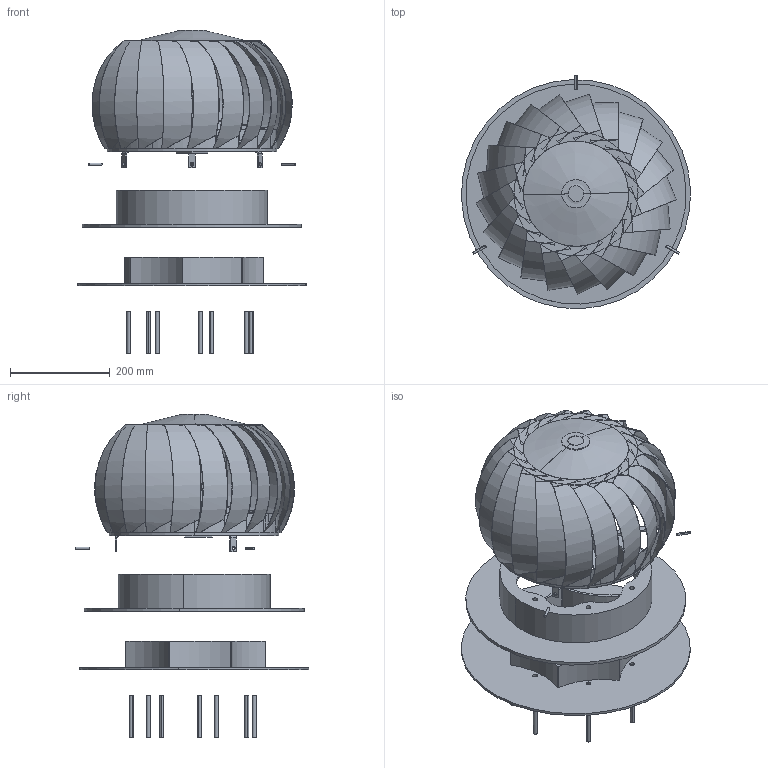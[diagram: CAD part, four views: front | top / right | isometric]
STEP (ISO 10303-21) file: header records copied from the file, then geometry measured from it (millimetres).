
FILE_DESCRIPTION (( 'STEP AP214' ), '1' );
FILE_NAME ('Whirly bird-assembled.STEP', '2025-01-31T17:52:24', ( '' ), ( '' ), 'SwSTEP 2.0', 'SolidWorks 2024', '' );
FILE_SCHEMA (( 'AUTOMOTIVE_DESIGN' ));
Length unit declared in the file: inch
Products named in the file (10): bolt_3%16'''' x 1 1&8''''; lower part; Whirly bird-assembled; bottom frame; bolt_5%16'''' x 3 3%8''''; top circle; center; Whirly brid head; middle part; blade
Assembly tree (37 placements, depth 3):
  Whirly bird-assembled
    Whirly brid head
      bottom frame
      top circle
      blade  x21
      center
    middle part
    lower part
    bolt_5%16'''' x 3 3%8''''  x7
    bolt_3%16'''' x 1 1&8''''  x3
Bounding box: 459.22 x 467.54 x 649.61 mm (x, y, z)
Volume: 2316455.5 mm3; surface area: 1627988.7 mm2
Topology: 44 solids, 44 shells, 585 faces, 1377 edges, 887 vertices
Faces by surface type: plane 323, cylinder 258, bspline 4
Entity records: 8656 total; most frequent: CARTESIAN_POINT 1536, DIRECTION 1529, ORIENTED_EDGE 1258, EDGE_CURVE 629, AXIS2_PLACEMENT_3D 600, VERTEX_POINT 395, VECTOR 329, LINE 329
